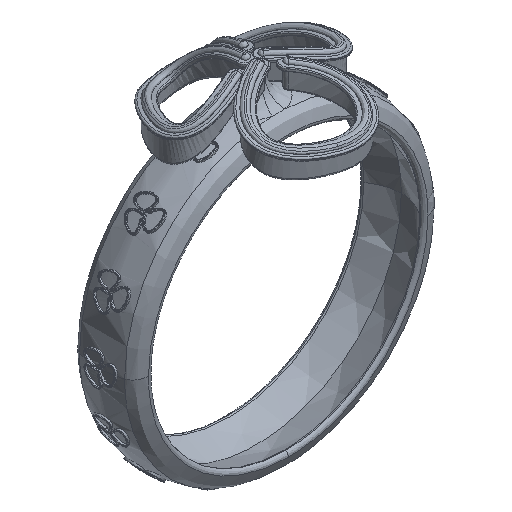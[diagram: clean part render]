
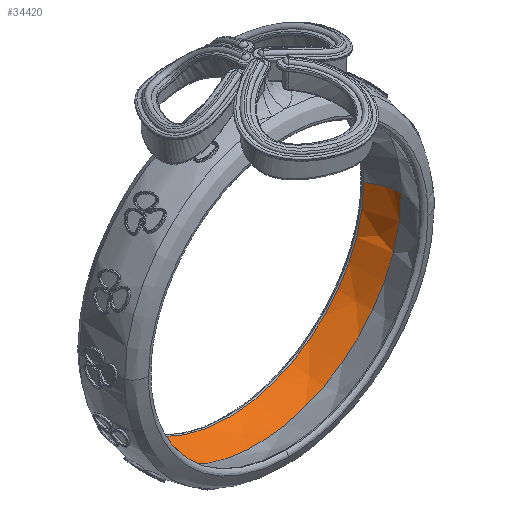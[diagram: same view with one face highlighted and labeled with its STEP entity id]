
A CAD part, isometric view. The second image highlights one B-rep face of the part: STEP entity #34420.
In plain terms, the highlighted free-form (B-spline) face has degree [3, 3] with [5, 7] control points.
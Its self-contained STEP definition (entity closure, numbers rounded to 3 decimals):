
#34338 = EDGE_CURVE('',#34339,#34341,#34343,.T.);
#34339 = VERTEX_POINT('',#34340);
#34340 = CARTESIAN_POINT('',(0.,2.551,-12.388));
#34341 = VERTEX_POINT('',#34342);
#34342 = CARTESIAN_POINT('',(-12.388,2.551,0.));
#34343 = ( BOUNDED_CURVE() B_SPLINE_CURVE(2,(#34344,#34345,#34346),
.UNSPECIFIED.,.F.,.F.) B_SPLINE_CURVE_WITH_KNOTS((3,3),(4.712,
6.283),.PIECEWISE_BEZIER_KNOTS.) CURVE() 
GEOMETRIC_REPRESENTATION_ITEM() RATIONAL_B_SPLINE_CURVE((1.,
0.707,1.)) REPRESENTATION_ITEM('') );
#34344 = CARTESIAN_POINT('',(0.,2.551,
    -12.388));
#34345 = CARTESIAN_POINT('',(-12.388,2.551,
    -12.388));
#34346 = CARTESIAN_POINT('',(-12.388,2.551,
    0.));
#34420 = ADVANCED_FACE('',(#34421),#34460,.T.);
#34421 = FACE_BOUND('',#34422,.T.);
#34422 = EDGE_LOOP('',(#34423,#34435,#34445,#34451,#34452));
#34423 = ORIENTED_EDGE('',*,*,#34424,.F.);
#34424 = EDGE_CURVE('',#34425,#34427,#34429,.T.);
#34425 = VERTEX_POINT('',#34426);
#34426 = CARTESIAN_POINT('',(13.256,0.,0.));
#34427 = VERTEX_POINT('',#34428);
#34428 = CARTESIAN_POINT('',(-13.256,0.,0.));
#34429 = ( BOUNDED_CURVE() B_SPLINE_CURVE(2,(#34430,#34431,#34432,#34433
,#34434),.UNSPECIFIED.,.F.,.F.) B_SPLINE_CURVE_WITH_KNOTS((3,2,3),(
    1.571,3.142,4.712),
.PIECEWISE_BEZIER_KNOTS.) CURVE() GEOMETRIC_REPRESENTATION_ITEM() 
RATIONAL_B_SPLINE_CURVE((1.,0.707,1.,0.707,1.)) 
REPRESENTATION_ITEM('') );
#34430 = CARTESIAN_POINT('',(13.256,0.,
    0.));
#34431 = CARTESIAN_POINT('',(13.256,0.,
    -13.256));
#34432 = CARTESIAN_POINT('',(0.,0.,
    -13.256));
#34433 = CARTESIAN_POINT('',(-13.256,0.,
    -13.256));
#34434 = CARTESIAN_POINT('',(-13.256,0.,
    0.));
#34435 = ORIENTED_EDGE('',*,*,#34436,.T.);
#34436 = EDGE_CURVE('',#34425,#34437,#34439,.T.);
#34437 = VERTEX_POINT('',#34438);
#34438 = CARTESIAN_POINT('',(12.388,2.551,0.));
#34439 = B_SPLINE_CURVE_WITH_KNOTS('',3,(#34440,#34441,#34442,#34443,
    #34444),.UNSPECIFIED.,.F.,.F.,(4,1,4),(0.157,0.573
    ,1.),.UNSPECIFIED.);
#34440 = CARTESIAN_POINT('',(13.256,0.,0.));
#34441 = CARTESIAN_POINT('',(13.256,0.437,0.));
#34442 = CARTESIAN_POINT('',(13.101,1.342,0.));
#34443 = CARTESIAN_POINT('',(12.682,2.139,0.));
#34444 = CARTESIAN_POINT('',(12.388,2.551,0.));
#34445 = ORIENTED_EDGE('',*,*,#34446,.T.);
#34446 = EDGE_CURVE('',#34437,#34339,#34447,.T.);
#34447 = ( BOUNDED_CURVE() B_SPLINE_CURVE(2,(#34448,#34449,#34450),
.UNSPECIFIED.,.F.,.F.) B_SPLINE_CURVE_WITH_KNOTS((3,3),(3.142,
4.712),.PIECEWISE_BEZIER_KNOTS.) CURVE() 
GEOMETRIC_REPRESENTATION_ITEM() RATIONAL_B_SPLINE_CURVE((1.,
0.707,1.)) REPRESENTATION_ITEM('') );
#34448 = CARTESIAN_POINT('',(12.388,2.551,
    0.));
#34449 = CARTESIAN_POINT('',(12.388,2.551,
    -12.388));
#34450 = CARTESIAN_POINT('',(0.,2.551,
    -12.388));
#34451 = ORIENTED_EDGE('',*,*,#34338,.T.);
#34452 = ORIENTED_EDGE('',*,*,#34453,.F.);
#34453 = EDGE_CURVE('',#34427,#34341,#34454,.T.);
#34454 = B_SPLINE_CURVE_WITH_KNOTS('',3,(#34455,#34456,#34457,#34458,
    #34459),.UNSPECIFIED.,.F.,.F.,(4,1,4),(0.157,0.573
    ,1.),.UNSPECIFIED.);
#34455 = CARTESIAN_POINT('',(-13.256,0.,0.));
#34456 = CARTESIAN_POINT('',(-13.256,0.437,0.));
#34457 = CARTESIAN_POINT('',(-13.101,1.342,0.));
#34458 = CARTESIAN_POINT('',(-12.682,2.139,0.));
#34459 = CARTESIAN_POINT('',(-12.388,2.551,0.));
#34460 = ( BOUNDED_SURFACE() B_SPLINE_SURFACE(3,3,(
    (#34461,#34462,#34463,#34464,#34465,#34466,#34467)
    ,(#34468,#34469,#34470,#34471,#34472,#34473,#34474)
    ,(#34475,#34476,#34477,#34478,#34479,#34480,#34481)
    ,(#34482,#34483,#34484,#34485,#34486,#34487,#34488)
    ,(#34489,#34490,#34491,#34492,#34493,#34494,#34495
)),.UNSPECIFIED.,.F.,.T.,.F.) B_SPLINE_SURFACE_WITH_KNOTS((4,1,4),(1,3,3
    ,3,1),(0.157,0.573,1.),(-0.5,0.,0.5,1.,1.5),
.UNSPECIFIED.) GEOMETRIC_REPRESENTATION_ITEM() RATIONAL_B_SPLINE_SURFACE
((
    (1.,0.333,0.333,1.,0.333,0.333
      ,1.)
    ,(1.,0.333,0.333,1.,0.333,0.333
      ,1.)
    ,(1.,0.333,0.333,1.,0.333,0.333
      ,1.)
    ,(1.,0.333,0.333,1.,0.333,0.333
      ,1.)
    ,(1.,0.333,0.333,1.,0.333,0.333
,1.))) REPRESENTATION_ITEM('') SURFACE() );
#34461 = CARTESIAN_POINT('',(-13.256,0.,0.));
#34462 = CARTESIAN_POINT('',(-13.256,0.,
    26.512));
#34463 = CARTESIAN_POINT('',(13.256,0.,
    26.512));
#34464 = CARTESIAN_POINT('',(13.256,0.,0.));
#34465 = CARTESIAN_POINT('',(13.256,0.,
    -26.512));
#34466 = CARTESIAN_POINT('',(-13.256,0.,
    -26.512));
#34467 = CARTESIAN_POINT('',(-13.256,0.,0.));
#34468 = CARTESIAN_POINT('',(-13.256,0.437,0.));
#34469 = CARTESIAN_POINT('',(-13.256,0.437,
    26.512));
#34470 = CARTESIAN_POINT('',(13.256,0.437,
    26.512));
#34471 = CARTESIAN_POINT('',(13.256,0.437,0.));
#34472 = CARTESIAN_POINT('',(13.256,0.437,
    -26.512));
#34473 = CARTESIAN_POINT('',(-13.256,0.437,
    -26.512));
#34474 = CARTESIAN_POINT('',(-13.256,0.437,0.));
#34475 = CARTESIAN_POINT('',(-13.101,1.342,0.));
#34476 = CARTESIAN_POINT('',(-13.101,1.342,
    26.202));
#34477 = CARTESIAN_POINT('',(13.101,1.342,
    26.202));
#34478 = CARTESIAN_POINT('',(13.101,1.342,0.));
#34479 = CARTESIAN_POINT('',(13.101,1.342,
    -26.202));
#34480 = CARTESIAN_POINT('',(-13.101,1.342,
    -26.202));
#34481 = CARTESIAN_POINT('',(-13.101,1.342,0.));
#34482 = CARTESIAN_POINT('',(-12.682,2.139,0.));
#34483 = CARTESIAN_POINT('',(-12.682,2.139,
    25.363));
#34484 = CARTESIAN_POINT('',(12.682,2.139,
    25.363));
#34485 = CARTESIAN_POINT('',(12.682,2.139,0.));
#34486 = CARTESIAN_POINT('',(12.682,2.139,
    -25.363));
#34487 = CARTESIAN_POINT('',(-12.682,2.139,
    -25.363));
#34488 = CARTESIAN_POINT('',(-12.682,2.139,0.));
#34489 = CARTESIAN_POINT('',(-12.388,2.551,0.));
#34490 = CARTESIAN_POINT('',(-12.388,2.551,
    24.777));
#34491 = CARTESIAN_POINT('',(12.388,2.551,
    24.777));
#34492 = CARTESIAN_POINT('',(12.388,2.551,0.));
#34493 = CARTESIAN_POINT('',(12.388,2.551,
    -24.777));
#34494 = CARTESIAN_POINT('',(-12.388,2.551,
    -24.777));
#34495 = CARTESIAN_POINT('',(-12.388,2.551,0.));
